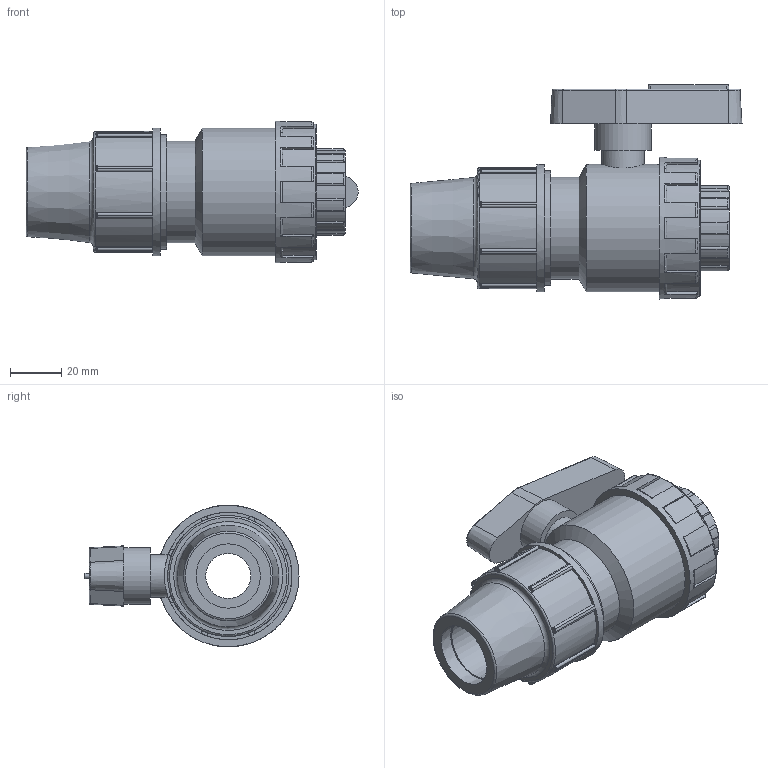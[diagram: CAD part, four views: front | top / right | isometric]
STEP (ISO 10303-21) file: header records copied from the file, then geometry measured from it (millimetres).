
FILE_DESCRIPTION(/* description */ ('PLASSON ONE NUT VALVE F.THR COMP 3/4'''' x 25'),/* implementation_level */ '2;1');
FILE_NAME(/* name */ '113790025.ipt.stp',/* time_stamp */ '2017-12-07T16:13:04+02:00',/* author */ ('KIM'),/* organization */ (''),/* preprocessor_version */ 'ST-DEVELOPER v15.6',/* originating_system */ 'Autodesk Inventor 2015',/* authorisation */ '');
FILE_SCHEMA (('AUTOMOTIVE_DESIGN { 1 0 10303 214 3 1 1 }'));
Length unit declared in the file: millimetre
Products named in the file (1): 113790025
Bounding box: 128.95 x 83.12 x 55 mm (x, y, z)
Volume: 170430.1 mm3; surface area: 36802.8 mm2
Topology: 1 solids, 1 shells, 248 faces, 657 edges, 421 vertices
Faces by surface type: plane 99, cylinder 74, torus 40, cone 19, bspline 16
Full cylindrical faces by diameter (mm): 16.5 x1, 17.5 x1, 22 x1, 24.117 x1, 25 x1, 39.6 x1, 44.55 x1, 47.025 x1, 49.5 x2, 52.8 x1, 55 x1
Entity records: 8608 total; most frequent: CARTESIAN_POINT 2614, ORIENTED_EDGE 1254, DIRECTION 1242, EDGE_CURVE 627, AXIS2_PLACEMENT_3D 499, VERTEX_POINT 413, EDGE_LOOP 282, CIRCLE 266
